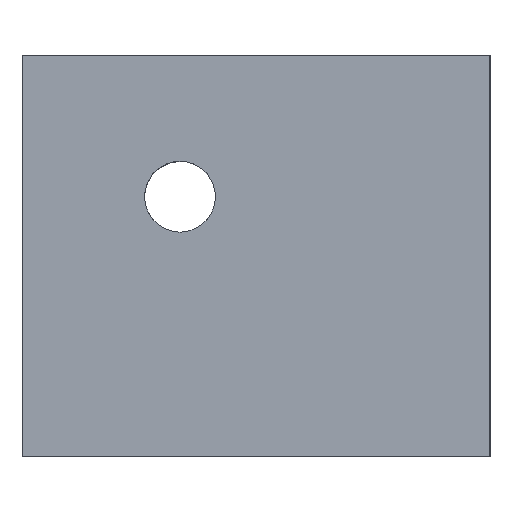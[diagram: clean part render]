
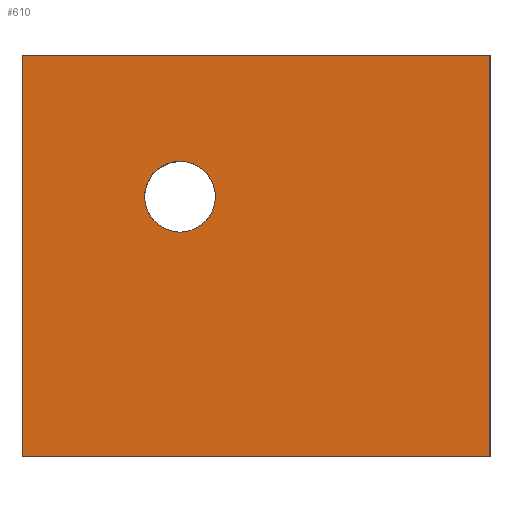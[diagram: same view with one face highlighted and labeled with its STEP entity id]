
A CAD part, left-side view. The second image highlights one B-rep face of the part: STEP entity #610.
In plain terms, the highlighted planar face has unit normal (-1, 0, 0).
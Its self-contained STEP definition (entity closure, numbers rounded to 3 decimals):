
#21=FACE_BOUND('',#109,.T.);
#38=PLANE('',#678);
#75=FACE_OUTER_BOUND('',#108,.T.);
#108=EDGE_LOOP('',(#538,#539,#540,#541));
#109=EDGE_LOOP('',(#542));
#172=LINE('',#1181,#221);
#173=LINE('',#1184,#222);
#175=LINE('',#1188,#224);
#176=LINE('',#1189,#225);
#221=VECTOR('',#816,10.);
#222=VECTOR('',#819,10.);
#224=VECTOR('',#823,10.);
#225=VECTOR('',#824,10.);
#234=CIRCLE('',#633,1.);
#251=VERTEX_POINT('',#850);
#303=VERTEX_POINT('',#1176);
#304=VERTEX_POINT('',#1179);
#305=VERTEX_POINT('',#1183);
#306=VERTEX_POINT('',#1187);
#310=EDGE_CURVE('',#251,#251,#234,.T.);
#386=EDGE_CURVE('',#303,#304,#172,.T.);
#387=EDGE_CURVE('',#305,#304,#173,.T.);
#389=EDGE_CURVE('',#303,#306,#175,.T.);
#390=EDGE_CURVE('',#306,#305,#176,.T.);
#538=ORIENTED_EDGE('',*,*,#389,.F.);
#539=ORIENTED_EDGE('',*,*,#386,.T.);
#540=ORIENTED_EDGE('',*,*,#387,.F.);
#541=ORIENTED_EDGE('',*,*,#390,.F.);
#542=ORIENTED_EDGE('',*,*,#310,.T.);
#610=ADVANCED_FACE('',(#75,#21),#38,.T.);
#633=AXIS2_PLACEMENT_3D('',#851,#692,#693);
#678=AXIS2_PLACEMENT_3D('',#1186,#821,#822);
#692=DIRECTION('center_axis',(1.,0.,0.));
#693=DIRECTION('ref_axis',(0.,-1.,0.));
#816=DIRECTION('',(0.,1.,0.));
#819=DIRECTION('',(0.,0.,1.));
#821=DIRECTION('center_axis',(-1.,0.,0.));
#822=DIRECTION('ref_axis',(0.,0.,1.));
#823=DIRECTION('',(0.,0.,-1.));
#824=DIRECTION('',(0.,1.,0.));
#850=CARTESIAN_POINT('',(-7.351,6.5,-10.819));
#851=CARTESIAN_POINT('Origin',(-7.351,5.5,-10.819));
#1176=CARTESIAN_POINT('',(-7.351,1.5,-6.354));
#1179=CARTESIAN_POINT('',(-7.351,12.85,-6.354));
#1181=CARTESIAN_POINT('',(-7.351,0.,-6.354));
#1183=CARTESIAN_POINT('',(-7.351,12.85,-19.578));
#1184=CARTESIAN_POINT('',(-7.351,12.85,-16.272));
#1186=CARTESIAN_POINT('Origin',(-7.351,0.,
-19.578));
#1187=CARTESIAN_POINT('',(-7.351,1.5,-19.578));
#1188=CARTESIAN_POINT('',(-7.351,1.5,-16.272));
#1189=CARTESIAN_POINT('',(-7.351,0.,-19.578));
